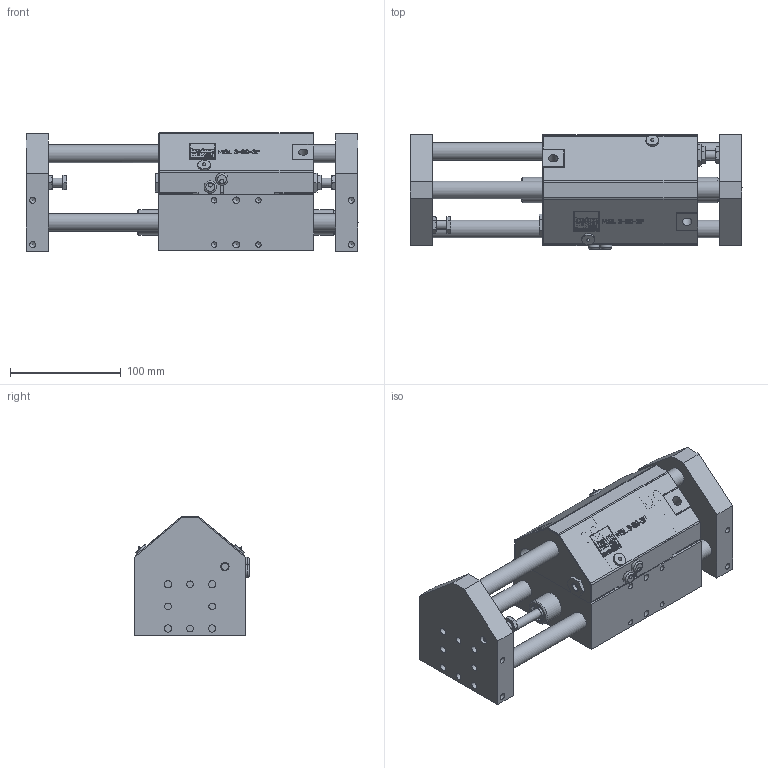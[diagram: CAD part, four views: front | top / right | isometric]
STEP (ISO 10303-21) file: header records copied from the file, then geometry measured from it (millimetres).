
FILE_DESCRIPTION((''),'2;1');
FILE_NAME('MSL3-80-3F.stp','2012-09-28T15:32:11',('hartung_david'),(''),'Autodesk Inventor 2012','Autodesk Inventor 2012','');
FILE_SCHEMA(('AUTOMOTIVE_DESIGN { 1 0 10303 214 1 1 1 1 }'));
Length unit declared in the file: millimetre
Products named in the file (3): MSL3-80-3F; MSL3-80-3F-010; MSL3-80-3F-020
Assembly tree (2 placements, depth 2):
  MSL3-80-3F
    MSL3-80-3F-010
    MSL3-80-3F-020
Bounding box: 300 x 103.5 x 107 mm (x, y, z)
Volume: 1649185.8 mm3; surface area: 271669.3 mm2
Topology: 2 solids, 24 shells, 1087 faces, 2834 edges, 1882 vertices
Faces by surface type: plane 542, bspline 269, cylinder 190, cone 82, torus 4
Full cylindrical faces by diameter (mm): 3.459 x2, 3.7 x2, 4 x2, 4.134 x2, 4.917 x12, 5.459 x12, 6 x14, 6.5 x2, 6.6 x8, 6.917 x2, 7 x2, 7.459 x2, 8 x18, 8.5 x2, 8.566 x2, 8.8 x2, 9.5 x2, 9.6 x4, 10.8 x2, 11 x10, 11.4 x2, 11.5 x2, 13.4 x2, 15 x12, 16 x12, 16.05 x2, 17 x2, 18.376 x2, 23 x2, 26 x4
Entity records: 34711 total; most frequent: CARTESIAN_POINT 9730, ORIENTED_EDGE 4998, DIRECTION 3988, EDGE_CURVE 2499, VERTEX_POINT 1787, EDGE_LOOP 1528, VECTOR 1472, LINE 1472
